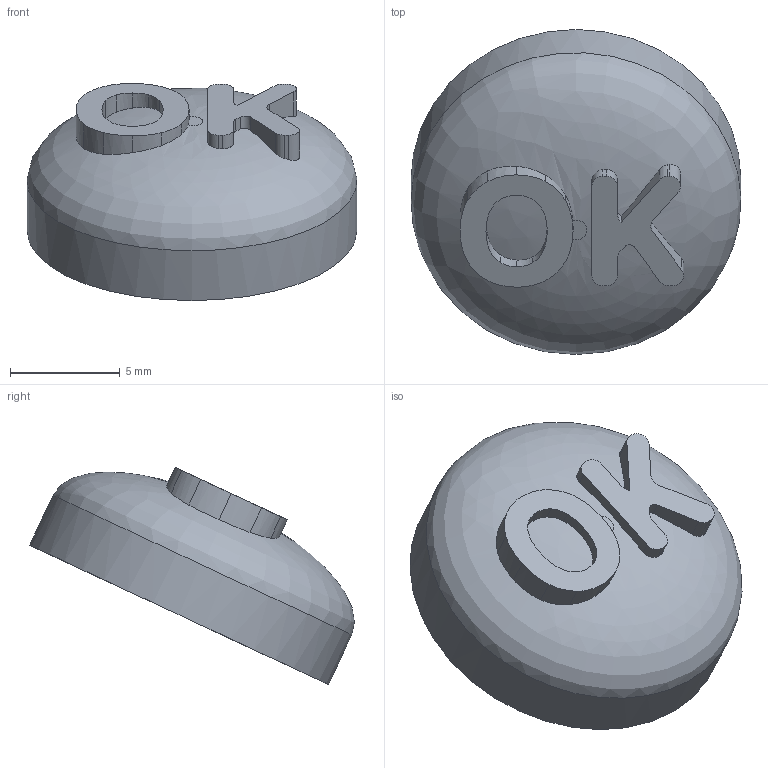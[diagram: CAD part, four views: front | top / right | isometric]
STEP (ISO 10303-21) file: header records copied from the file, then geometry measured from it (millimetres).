
FILE_DESCRIPTION(/* description */ ('STEP AP242','CAx-IF Rec.Pracs.---Representation and Presentation of Product Manufacturing Information (PMI)---4.0---2014-10-13','CAx-IF Rec.Pracs.---3D Tessellated Geometry---0.4---2014-09-14','2;1'),/* implementation_level */ '2;1');
FILE_NAME(/* name */ 'Part Studio 1 - Part 8',/* time_stamp */ '2025-08-01T10:43:50Z',/* author */ (''),/* organization */ (''),/* preprocessor_version */ 'ST-DEVELOPER v20',/* originating_system */ 'ONSHAPE BY PTC INC, 1.201',/* authorisation */ ' ');
FILE_SCHEMA (('AP242_MANAGED_MODEL_BASED_3D_ENGINEERING_MIM_LF { 1 0 10303 442 1 1 4 }'));
Length unit declared in the file: metre
Products named in the file (1): Part 8
Bounding box: 15 x 14.78 x 9.87 mm (x, y, z)
Surface area: 648.5 mm2 (no closed solid volume)
Topology: 0 solids, 1 shells, 57 faces, 159 edges, 106 vertices
Faces by surface type: bspline 26, plane 17, cylinder 14
Full cylindrical faces by diameter (mm): 6 x1, 15 x1
Entity records: 2096 total; most frequent: CARTESIAN_POINT 864, ORIENTED_EDGE 302, DIRECTION 154, EDGE_CURVE 151, VERTEX_POINT 102, B_SPLINE_CURVE_WITH_KNOTS 76, EDGE_LOOP 63, FACE_BOUND 63
